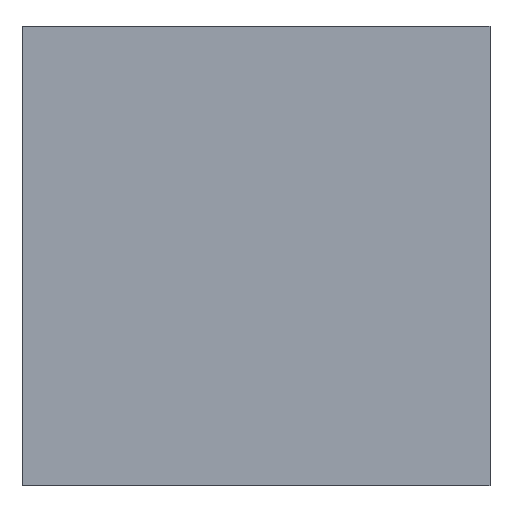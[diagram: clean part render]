
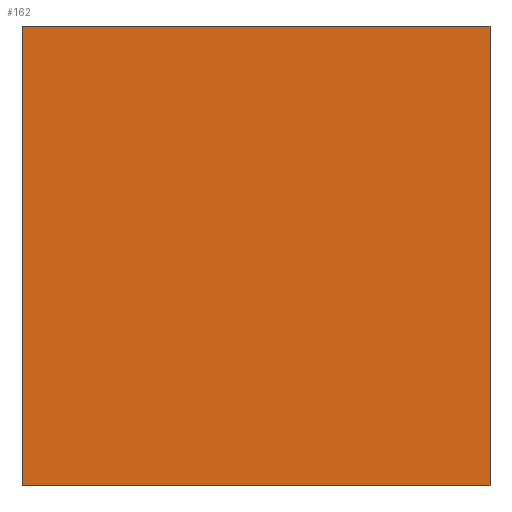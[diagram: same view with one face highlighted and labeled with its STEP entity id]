
A CAD part, front view. The second image highlights one B-rep face of the part: STEP entity #162.
In plain terms, the highlighted planar face has unit normal (0, -1, 0).
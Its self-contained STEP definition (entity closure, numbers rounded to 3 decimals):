
#162=ADVANCED_FACE('',(#211),#197,.F.);
#197=PLANE('',#565);
#211=FACE_OUTER_BOUND('',#227,.T.);
#227=EDGE_LOOP('',(#312,#313,#314,#315));
#312=ORIENTED_EDGE('',*,*,#473,.T.);
#313=ORIENTED_EDGE('',*,*,#474,.F.);
#314=ORIENTED_EDGE('',*,*,#475,.F.);
#315=ORIENTED_EDGE('',*,*,#470,.T.);
#419=VERTEX_POINT('',#822);
#420=VERTEX_POINT('',#824);
#422=VERTEX_POINT('',#830);
#423=VERTEX_POINT('',#832);
#470=EDGE_CURVE('',#420,#419,#517,.T.);
#473=EDGE_CURVE('',#419,#422,#520,.T.);
#474=EDGE_CURVE('',#423,#422,#521,.T.);
#475=EDGE_CURVE('',#420,#423,#522,.T.);
#517=LINE('',#823,#539);
#520=LINE('',#829,#542);
#521=LINE('',#831,#543);
#522=LINE('',#833,#544);
#539=VECTOR('',#655,1.);
#542=VECTOR('',#660,1.);
#543=VECTOR('',#661,1.);
#544=VECTOR('',#662,1.);
#565=AXIS2_PLACEMENT_3D('',#834,#663,#664);
#655=DIRECTION('',(0.,0.,-1.));
#660=DIRECTION('',(1.,0.,0.));
#661=DIRECTION('',(0.,0.,-1.));
#662=DIRECTION('',(1.,0.,0.));
#663=DIRECTION('',(0.,1.,0.));
#664=DIRECTION('',(-1.,0.,0.));
#822=CARTESIAN_POINT('',(0.,0.,0.));
#823=CARTESIAN_POINT('',(0.,0.,38.));
#824=CARTESIAN_POINT('',(0.,0.,38.));
#829=CARTESIAN_POINT('',(0.,0.,0.));
#830=CARTESIAN_POINT('',(38.72,0.,0.));
#831=CARTESIAN_POINT('',(38.72,0.,38.));
#832=CARTESIAN_POINT('',(38.72,0.,38.));
#833=CARTESIAN_POINT('',(0.,0.,38.));
#834=CARTESIAN_POINT('',(0.,0.,38.));
